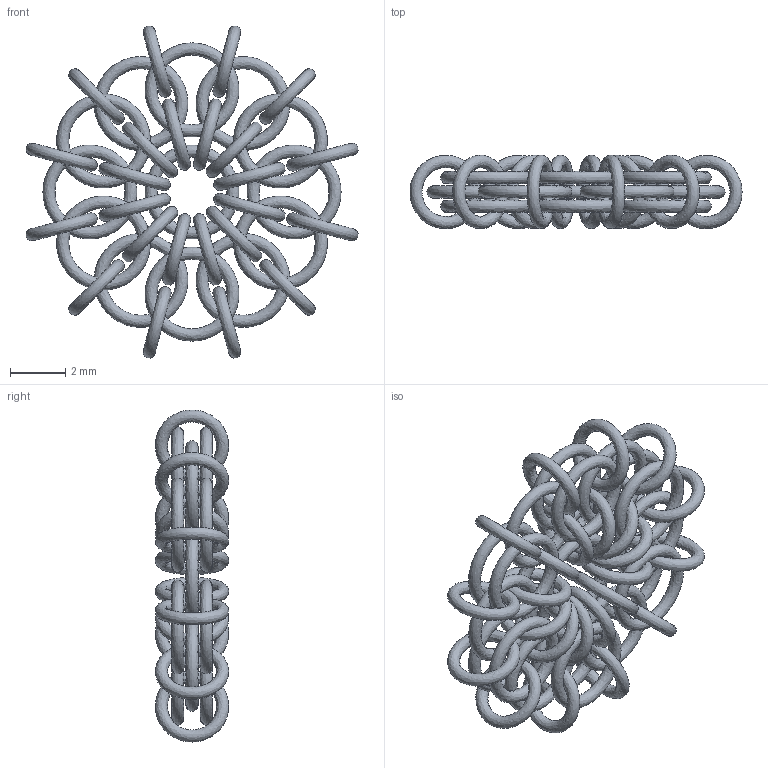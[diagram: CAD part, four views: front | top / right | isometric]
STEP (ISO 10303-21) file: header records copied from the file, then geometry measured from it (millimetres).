
FILE_DESCRIPTION(('FreeCAD Model'),'2;1');
FILE_NAME('Open CASCADE Shape Model','2025-05-04T03:09:22',('FreeCAD'),( 'FreeCAD'),'Open CASCADE STEP processor 7.6','FreeCAD','Unknown');
FILE_SCHEMA(('AUTOMOTIVE_DESIGN { 1 0 10303 214 1 1 1 1 }'));
Length unit declared in the file: millimetre
Products named in the file (1): Open CASCADE STEP translator 7.6 1
Bounding box: 11.97 x 2.65 x 11.97 mm (x, y, z)
Volume: 52.5 mm3; surface area: 477.6 mm2
Topology: 43 solids, 43 shells, 43 faces, 86 edges, 43 vertices
Faces by surface type: bspline 43
Entity records: 3284 total; most frequent: CARTESIAN_POINT 2753, ORIENTED_EDGE 172, EDGE_CURVE 86, MANIFOLD_SOLID_BREP 43, CLOSED_SHELL 43, ADVANCED_FACE 43, FACE_BOUND 43, EDGE_LOOP 43
